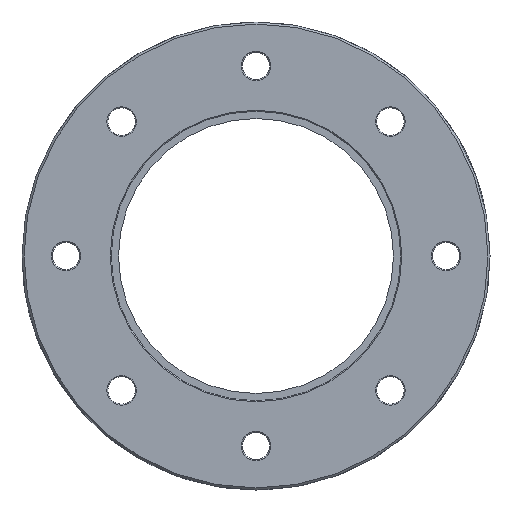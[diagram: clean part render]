
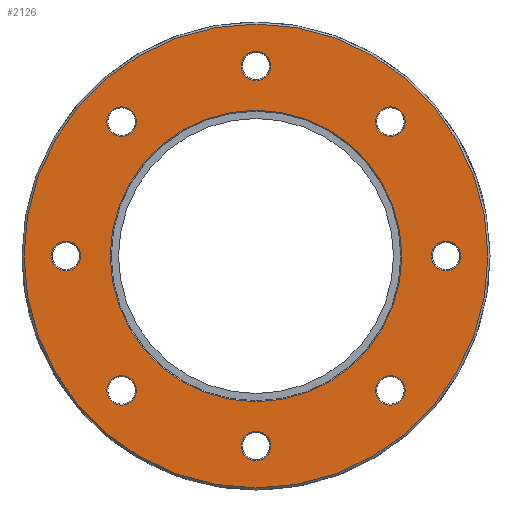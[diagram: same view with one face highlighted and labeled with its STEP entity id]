
A CAD part, front view. The second image highlights one B-rep face of the part: STEP entity #2126.
In plain terms, the highlighted planar face has unit normal (0, -1, 0).
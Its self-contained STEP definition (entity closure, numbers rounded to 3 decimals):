
#411=PLANE('',#2282);
#447=FACE_BOUND('',#644,.T.);
#448=FACE_BOUND('',#645,.T.);
#449=FACE_BOUND('',#646,.T.);
#450=FACE_BOUND('',#647,.T.);
#451=FACE_BOUND('',#648,.T.);
#452=FACE_BOUND('',#649,.T.);
#453=FACE_BOUND('',#650,.T.);
#454=FACE_BOUND('',#651,.T.);
#455=FACE_BOUND('',#652,.T.);
#508=FACE_OUTER_BOUND('',#643,.T.);
#643=EDGE_LOOP('',(#1481));
#644=EDGE_LOOP('',(#1482));
#645=EDGE_LOOP('',(#1483));
#646=EDGE_LOOP('',(#1484));
#647=EDGE_LOOP('',(#1485));
#648=EDGE_LOOP('',(#1486));
#649=EDGE_LOOP('',(#1487));
#650=EDGE_LOOP('',(#1488));
#651=EDGE_LOOP('',(#1489));
#652=EDGE_LOOP('',(#1490));
#837=CIRCLE('',#2281,35.35);
#838=CIRCLE('',#2283,56.25);
#839=CIRCLE('',#2284,3.574);
#840=CIRCLE('',#2285,3.574);
#841=CIRCLE('',#2286,3.574);
#842=CIRCLE('',#2287,3.574);
#843=CIRCLE('',#2288,3.574);
#844=CIRCLE('',#2289,3.574);
#845=CIRCLE('',#2290,3.574);
#846=CIRCLE('',#2291,3.574);
#945=VERTEX_POINT('',#2967);
#946=VERTEX_POINT('',#2970);
#947=VERTEX_POINT('',#2972);
#948=VERTEX_POINT('',#2974);
#949=VERTEX_POINT('',#2976);
#950=VERTEX_POINT('',#2978);
#951=VERTEX_POINT('',#2980);
#952=VERTEX_POINT('',#2982);
#953=VERTEX_POINT('',#2984);
#954=VERTEX_POINT('',#2986);
#1168=EDGE_CURVE('',#945,#945,#837,.T.);
#1169=EDGE_CURVE('',#946,#946,#838,.T.);
#1170=EDGE_CURVE('',#947,#947,#839,.T.);
#1171=EDGE_CURVE('',#948,#948,#840,.T.);
#1172=EDGE_CURVE('',#949,#949,#841,.T.);
#1173=EDGE_CURVE('',#950,#950,#842,.T.);
#1174=EDGE_CURVE('',#951,#951,#843,.T.);
#1175=EDGE_CURVE('',#952,#952,#844,.T.);
#1176=EDGE_CURVE('',#953,#953,#845,.T.);
#1177=EDGE_CURVE('',#954,#954,#846,.T.);
#1481=ORIENTED_EDGE('',*,*,#1169,.F.);
#1482=ORIENTED_EDGE('',*,*,#1170,.F.);
#1483=ORIENTED_EDGE('',*,*,#1171,.F.);
#1484=ORIENTED_EDGE('',*,*,#1172,.F.);
#1485=ORIENTED_EDGE('',*,*,#1173,.F.);
#1486=ORIENTED_EDGE('',*,*,#1174,.F.);
#1487=ORIENTED_EDGE('',*,*,#1175,.F.);
#1488=ORIENTED_EDGE('',*,*,#1176,.F.);
#1489=ORIENTED_EDGE('',*,*,#1177,.F.);
#1490=ORIENTED_EDGE('',*,*,#1168,.F.);
#2126=ADVANCED_FACE('',(#508,#447,#448,#449,#450,#451,#452,#453,#454,#455),
#411,.T.);
#2281=AXIS2_PLACEMENT_3D('',#2968,#2474,#2475);
#2282=AXIS2_PLACEMENT_3D('',#2969,#2476,#2477);
#2283=AXIS2_PLACEMENT_3D('',#2971,#2478,#2479);
#2284=AXIS2_PLACEMENT_3D('',#2973,#2480,#2481);
#2285=AXIS2_PLACEMENT_3D('',#2975,#2482,#2483);
#2286=AXIS2_PLACEMENT_3D('',#2977,#2484,#2485);
#2287=AXIS2_PLACEMENT_3D('',#2979,#2486,#2487);
#2288=AXIS2_PLACEMENT_3D('',#2981,#2488,#2489);
#2289=AXIS2_PLACEMENT_3D('',#2983,#2490,#2491);
#2290=AXIS2_PLACEMENT_3D('',#2985,#2492,#2493);
#2291=AXIS2_PLACEMENT_3D('',#2987,#2494,#2495);
#2474=DIRECTION('center_axis',(0.,-1.,0.));
#2475=DIRECTION('ref_axis',(1.,0.,0.));
#2476=DIRECTION('center_axis',(0.,-1.,0.));
#2477=DIRECTION('ref_axis',(0.,0.,-1.));
#2478=DIRECTION('center_axis',(0.,1.,0.));
#2479=DIRECTION('ref_axis',(1.,0.,0.));
#2480=DIRECTION('center_axis',(0.,-1.,0.));
#2481=DIRECTION('ref_axis',(0.,0.,1.));
#2482=DIRECTION('center_axis',(0.,-1.,0.));
#2483=DIRECTION('ref_axis',(-1.,0.,0.));
#2484=DIRECTION('center_axis',(0.,-1.,0.));
#2485=DIRECTION('ref_axis',(0.,0.,-1.));
#2486=DIRECTION('center_axis',(0.,-1.,0.));
#2487=DIRECTION('ref_axis',(1.,0.,0.));
#2488=DIRECTION('center_axis',(0.,-1.,0.));
#2489=DIRECTION('ref_axis',(0.707,0.,-0.707));
#2490=DIRECTION('center_axis',(0.,-1.,0.));
#2491=DIRECTION('ref_axis',(-0.707,0.,-0.707));
#2492=DIRECTION('center_axis',(0.,-1.,0.));
#2493=DIRECTION('ref_axis',(-0.707,0.,0.707));
#2494=DIRECTION('center_axis',(0.,-1.,0.));
#2495=DIRECTION('ref_axis',(0.707,0.,0.707));
#2967=CARTESIAN_POINT('',(-35.35,0.,0.));
#2968=CARTESIAN_POINT('Origin',(0.,0.,0.));
#2969=CARTESIAN_POINT('Origin',(-56.75,0.,0.));
#2970=CARTESIAN_POINT('',(-56.25,0.,0.));
#2971=CARTESIAN_POINT('Origin',(0.,0.,0.));
#2972=CARTESIAN_POINT('',(46.1,0.,-3.574));
#2973=CARTESIAN_POINT('Origin',(46.1,0.,0.));
#2974=CARTESIAN_POINT('',(3.574,0.,46.1));
#2975=CARTESIAN_POINT('Origin',(0.,0.,46.1));
#2976=CARTESIAN_POINT('',(-46.1,0.,3.574));
#2977=CARTESIAN_POINT('Origin',(-46.1,0.,0.));
#2978=CARTESIAN_POINT('',(-3.574,0.,-46.1));
#2979=CARTESIAN_POINT('Origin',(0.,0.,-46.1));
#2980=CARTESIAN_POINT('',(-35.124,0.,-30.071));
#2981=CARTESIAN_POINT('Origin',(-32.598,0.,-32.598));
#2982=CARTESIAN_POINT('',(-30.071,0.,35.124));
#2983=CARTESIAN_POINT('Origin',(-32.598,0.,32.598));
#2984=CARTESIAN_POINT('',(35.124,0.,30.071));
#2985=CARTESIAN_POINT('Origin',(32.598,0.,32.598));
#2986=CARTESIAN_POINT('',(30.071,0.,-35.124));
#2987=CARTESIAN_POINT('Origin',(32.598,0.,-32.598));
